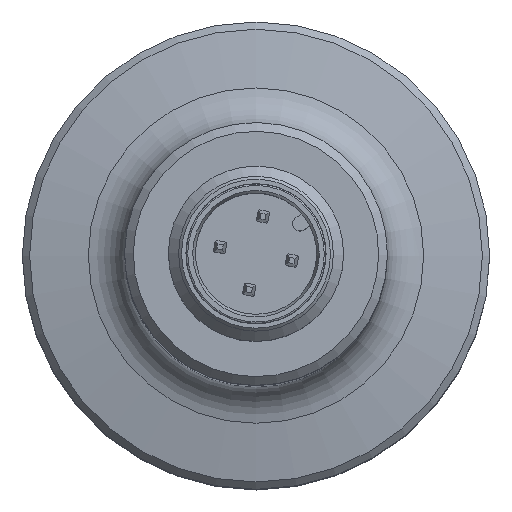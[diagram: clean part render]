
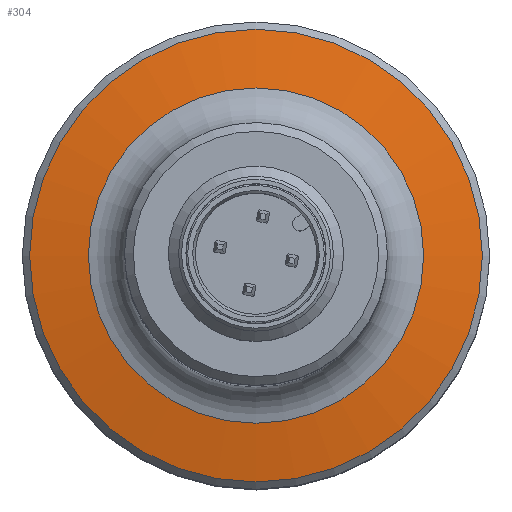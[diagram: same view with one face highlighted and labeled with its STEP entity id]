
A CAD part, top view. The second image highlights one B-rep face of the part: STEP entity #304.
In plain terms, the highlighted conical face has half-angle 80 degrees and reference radius 15.5 mm.
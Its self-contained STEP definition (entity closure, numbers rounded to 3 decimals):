
#304 = ADVANCED_FACE( '', ( #836, #837 ), #838, .T. );
#836 = FACE_BOUND( '', #1691, .T. );
#837 = FACE_OUTER_BOUND( '', #1692, .T. );
#838 = CONICAL_SURFACE( '', #1693, 15.5, 1.396 );
#1691 = EDGE_LOOP( '', ( #2608 ) );
#1692 = EDGE_LOOP( '', ( #2609 ) );
#1693 = AXIS2_PLACEMENT_3D( '', #2610, #2611, #2612 );
#2608 = ORIENTED_EDGE( '', *, *, #4479, .F. );
#2609 = ORIENTED_EDGE( '', *, *, #4480, .T. );
#2610 = CARTESIAN_POINT( '', ( 0., 0., 34.9 ) );
#2611 = DIRECTION( '', ( 0., 0., -1. ) );
#2612 = DIRECTION( '', ( -1., 0., 0. ) );
#4479 = EDGE_CURVE( '', #5256, #5256, #5257, .T. );
#4480 = EDGE_CURVE( '', #5258, #5258, #5259, .F. );
#5256 = VERTEX_POINT( '', #6407 );
#5257 = CIRCLE( '', #6408, 11.479 );
#5258 = VERTEX_POINT( '', #6409 );
#5259 = CIRCLE( '', #6410, 15.5 );
#6407 = CARTESIAN_POINT( '', ( 11.479, 0., 35.609 ) );
#6408 = AXIS2_PLACEMENT_3D( '', #8038, #8039, #8040 );
#6409 = CARTESIAN_POINT( '', ( -15.5, 0., 34.9 ) );
#6410 = AXIS2_PLACEMENT_3D( '', #8041, #8042, #8043 );
#8038 = CARTESIAN_POINT( '', ( 0., 0., 35.609 ) );
#8039 = DIRECTION( '', ( 0., 0., 1. ) );
#8040 = DIRECTION( '', ( 1., 0., 0. ) );
#8041 = CARTESIAN_POINT( '', ( 0., 0., 34.9 ) );
#8042 = DIRECTION( '', ( 0., 0., -1. ) );
#8043 = DIRECTION( '', ( -1., 0., 0. ) );
